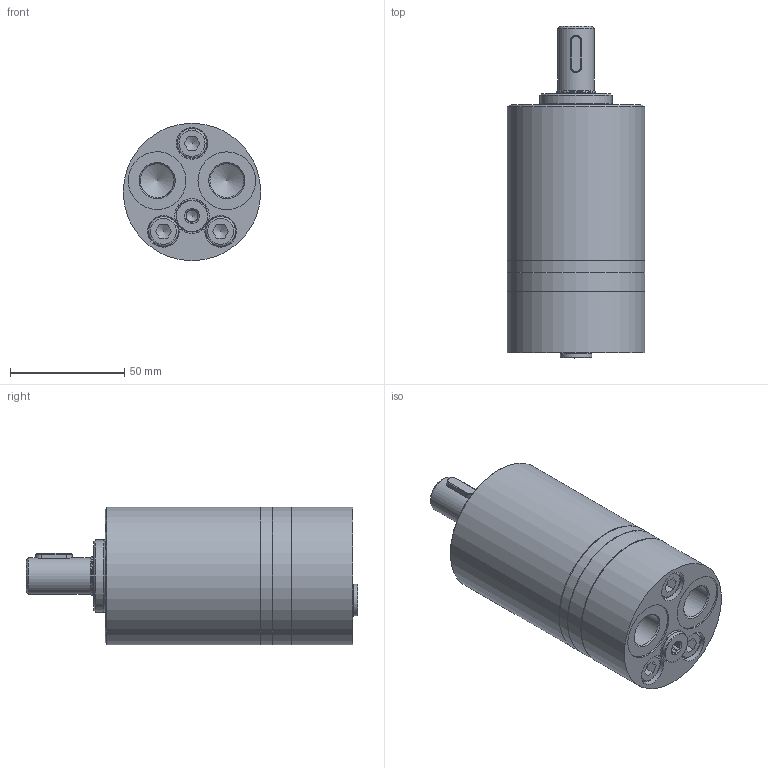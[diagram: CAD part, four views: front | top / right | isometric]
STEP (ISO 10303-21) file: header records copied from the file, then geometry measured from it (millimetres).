
FILE_DESCRIPTION(/* description */ (''),/* implementation_level */ '2;1');
FILE_NAME(/* name */ '18_151G0002_3_08-12-02',/* time_stamp */ '2008-12-02T10:43:05+01:00',/* author */ (''),/* organization */ (''),/* preprocessor_version */ 'ST-DEVELOPER v9',/* originating_system */ 'EDS PLM SOLUTIONS - UNIGRAPHICS NX 1.0',/* authorisation */ '');
FILE_SCHEMA (('CONFIG_CONTROL_DESIGN'));
Length unit declared in the file: millimetre
Products named in the file (1): mfpe72E60005
Bounding box: 60 x 144.95 x 60 mm (x, y, z)
Volume: 305034.5 mm3; surface area: 37673.1 mm2
Topology: 3 solids, 5 shells, 185 faces, 433 edges, 280 vertices
Faces by surface type: plane 78, cylinder 46, cone 41, torus 20
Full cylindrical faces by diameter (mm): 5.1 x1, 5.188 x4, 6.4 x1, 8 x3, 8.2 x1, 8.782 x1, 9.63 x1, 10.35 x1, 13 x3, 13.8 x4, 13.945 x1, 14.782 x2, 16 x1, 16.975 x2, 17.165 x1, 17.8 x1, 18.8 x1, 22.29 x1, 23.5 x1, 25.2 x2, 31.47 x1, 60 x4
Entity records: 4522 total; most frequent: CARTESIAN_POINT 847, DIRECTION 774, ORIENTED_EDGE 566, AXIS2_PLACEMENT_3D 337, EDGE_LOOP 304, EDGE_CURVE 283, VERTEX_POINT 234, FACE_BOUND 186
